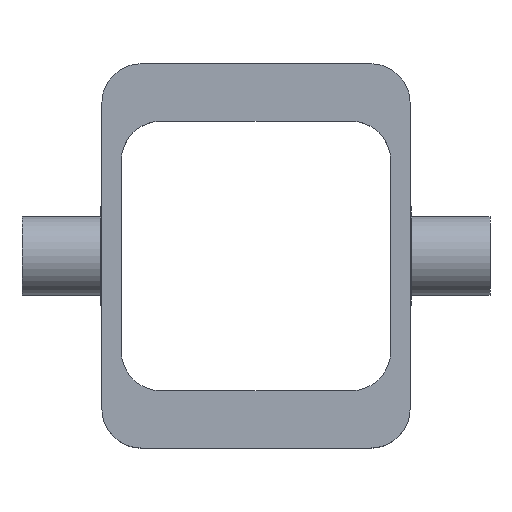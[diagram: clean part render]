
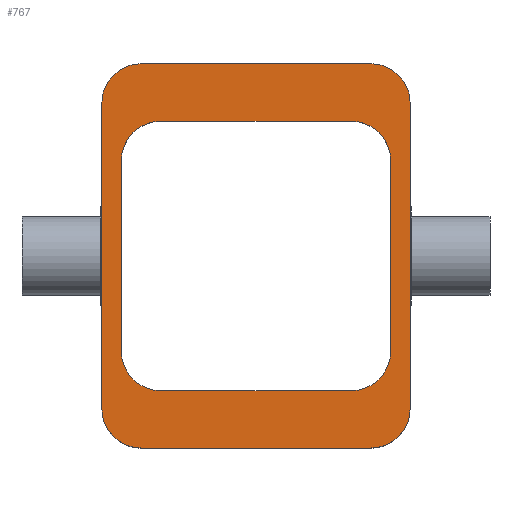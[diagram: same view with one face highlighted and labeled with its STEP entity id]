
A CAD part, top view. The second image highlights one B-rep face of the part: STEP entity #767.
In plain terms, the highlighted planar face has unit normal (0, 0, 1).
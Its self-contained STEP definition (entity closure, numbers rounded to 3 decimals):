
#203=CARTESIAN_POINT('',(-19.35,27.35,10.5));
#204=VERTEX_POINT('',#203);
#205=CARTESIAN_POINT('',(19.35,27.35,10.5));
#206=VERTEX_POINT('',#205);
#207=CARTESIAN_POINT('',(-19.35,27.35,10.5));
#208=DIRECTION('',(1.0,0.0,0.0));
#209=VECTOR('',#208,38.7);
#210=LINE('',#207,#209);
#211=EDGE_CURVE('',#204,#206,#210,.T.);
#243=CARTESIAN_POINT('',(27.35,19.35,10.5));
#244=VERTEX_POINT('',#243);
#245=CARTESIAN_POINT('',(19.35,19.35,10.5));
#246=DIRECTION('',(0.0,0.0,-1.0));
#247=DIRECTION('',(-1.0,0.0,0.0));
#248=AXIS2_PLACEMENT_3D('',#245,#246,#247);
#249=CIRCLE('',#248,8.0);
#250=EDGE_CURVE('',#206,#244,#249,.T.);
#276=CARTESIAN_POINT('',(27.35,-19.35,10.5));
#277=VERTEX_POINT('',#276);
#278=CARTESIAN_POINT('',(27.35,19.35,10.5));
#279=DIRECTION('',(0.0,-1.0,0.0));
#280=VECTOR('',#279,38.7);
#281=LINE('',#278,#280);
#282=EDGE_CURVE('',#244,#277,#281,.T.);
#307=CARTESIAN_POINT('',(19.35,-27.35,10.5));
#308=VERTEX_POINT('',#307);
#309=CARTESIAN_POINT('',(19.35,-19.35,10.5));
#310=DIRECTION('',(0.0,0.0,-1.0));
#311=DIRECTION('',(0.0,1.0,0.0));
#312=AXIS2_PLACEMENT_3D('',#309,#310,#311);
#313=CIRCLE('',#312,8.0);
#314=EDGE_CURVE('',#277,#308,#313,.T.);
#340=CARTESIAN_POINT('',(-19.35,-27.35,10.5));
#341=VERTEX_POINT('',#340);
#342=CARTESIAN_POINT('',(19.35,-27.35,10.5));
#343=DIRECTION('',(-1.0,0.0,0.0));
#344=VECTOR('',#343,38.7);
#345=LINE('',#342,#344);
#346=EDGE_CURVE('',#308,#341,#345,.T.);
#371=CARTESIAN_POINT('',(-27.35,-19.35,10.5));
#372=VERTEX_POINT('',#371);
#373=CARTESIAN_POINT('',(-19.35,-19.35,10.5));
#374=DIRECTION('',(0.0,0.0,-1.0));
#375=DIRECTION('',(1.0,0.0,0.0));
#376=AXIS2_PLACEMENT_3D('',#373,#374,#375);
#377=CIRCLE('',#376,8.0);
#378=EDGE_CURVE('',#341,#372,#377,.T.);
#404=CARTESIAN_POINT('',(-27.35,19.35,10.5));
#405=VERTEX_POINT('',#404);
#406=CARTESIAN_POINT('',(-27.35,-19.35,10.5));
#407=DIRECTION('',(0.0,1.0,0.0));
#408=VECTOR('',#407,38.7);
#409=LINE('',#406,#408);
#410=EDGE_CURVE('',#372,#405,#409,.T.);
#435=CARTESIAN_POINT('',(-19.35,19.35,10.5));
#436=DIRECTION('',(0.0,0.0,-1.0));
#437=DIRECTION('',(0.0,-1.0,0.0));
#438=AXIS2_PLACEMENT_3D('',#435,#436,#437);
#439=CIRCLE('',#438,8.0);
#440=EDGE_CURVE('',#405,#204,#439,.T.);
#545=CARTESIAN_POINT('',(-23.3,39.0,10.5));
#546=VERTEX_POINT('',#545);
#547=CARTESIAN_POINT('',(23.3,39.0,10.5));
#548=VERTEX_POINT('',#547);
#549=CARTESIAN_POINT('',(-23.3,39.0,10.5));
#550=DIRECTION('',(1.0,0.0,0.0));
#551=VECTOR('',#550,46.6);
#552=LINE('',#549,#551);
#553=EDGE_CURVE('',#546,#548,#552,.T.);
#576=CARTESIAN_POINT('',(31.3,31.,10.5));
#577=VERTEX_POINT('',#576);
#578=CARTESIAN_POINT('',(23.3,31.,10.5));
#579=DIRECTION('',(0.0,0.0,-1.0));
#580=DIRECTION('',(-1.0,0.0,0.0));
#581=AXIS2_PLACEMENT_3D('',#578,#579,#580);
#582=CIRCLE('',#581,8.0);
#583=EDGE_CURVE('',#548,#577,#582,.T.);
#601=CARTESIAN_POINT('',(31.3,-31.,10.5));
#602=VERTEX_POINT('',#601);
#603=CARTESIAN_POINT('',(31.3,31.,10.5));
#604=DIRECTION('',(0.0,-1.0,0.0));
#605=VECTOR('',#604,62.);
#606=LINE('',#603,#605);
#607=EDGE_CURVE('',#577,#602,#606,.T.);
#628=CARTESIAN_POINT('',(23.3,-39.0,10.5));
#629=VERTEX_POINT('',#628);
#630=CARTESIAN_POINT('',(23.3,-31.,10.5));
#631=DIRECTION('',(0.0,0.0,-1.0));
#632=DIRECTION('',(0.0,1.0,0.0));
#633=AXIS2_PLACEMENT_3D('',#630,#631,#632);
#634=CIRCLE('',#633,8.0);
#635=EDGE_CURVE('',#602,#629,#634,.T.);
#653=CARTESIAN_POINT('',(-23.3,-39.0,10.5));
#654=VERTEX_POINT('',#653);
#655=CARTESIAN_POINT('',(23.3,-39.0,10.5));
#656=DIRECTION('',(-1.0,0.0,0.0));
#657=VECTOR('',#656,46.6);
#658=LINE('',#655,#657);
#659=EDGE_CURVE('',#629,#654,#658,.T.);
#677=CARTESIAN_POINT('',(-31.3,-31.,10.5));
#678=VERTEX_POINT('',#677);
#679=CARTESIAN_POINT('',(-23.3,-31.,10.5));
#680=DIRECTION('',(0.0,0.0,-1.0));
#681=DIRECTION('',(1.0,0.0,0.0));
#682=AXIS2_PLACEMENT_3D('',#679,#680,#681);
#683=CIRCLE('',#682,8.0);
#684=EDGE_CURVE('',#654,#678,#683,.T.);
#702=CARTESIAN_POINT('',(-31.3,31.,10.5));
#703=VERTEX_POINT('',#702);
#704=CARTESIAN_POINT('',(-31.3,-31.,10.5));
#705=DIRECTION('',(0.0,1.0,0.0));
#706=VECTOR('',#705,62.);
#707=LINE('',#704,#706);
#708=EDGE_CURVE('',#678,#703,#707,.T.);
#729=CARTESIAN_POINT('',(-23.3,31.,10.5));
#730=DIRECTION('',(0.0,0.0,-1.0));
#731=DIRECTION('',(0.0,-1.0,0.0));
#732=AXIS2_PLACEMENT_3D('',#729,#730,#731);
#733=CIRCLE('',#732,8.0);
#734=EDGE_CURVE('',#703,#546,#733,.T.);
#742=CARTESIAN_POINT('',(0.,0.0,10.5));
#743=DIRECTION('',(0.0,0.0,1.0));
#744=DIRECTION('',(1.0,0.0,0.0));
#745=AXIS2_PLACEMENT_3D('',#742,#743,#744);
#746=PLANE('',#745);
#747=ORIENTED_EDGE('',*,*,#553,.F.);
#748=ORIENTED_EDGE('',*,*,#734,.F.);
#749=ORIENTED_EDGE('',*,*,#708,.F.);
#750=ORIENTED_EDGE('',*,*,#684,.F.);
#751=ORIENTED_EDGE('',*,*,#659,.F.);
#752=ORIENTED_EDGE('',*,*,#635,.F.);
#753=ORIENTED_EDGE('',*,*,#607,.F.);
#754=ORIENTED_EDGE('',*,*,#583,.F.);
#755=EDGE_LOOP('',(#747,#748,#749,#750,#751,#752,#753,#754));
#756=FACE_OUTER_BOUND('',#755,.T.);
#757=ORIENTED_EDGE('',*,*,#211,.T.);
#758=ORIENTED_EDGE('',*,*,#250,.T.);
#759=ORIENTED_EDGE('',*,*,#282,.T.);
#760=ORIENTED_EDGE('',*,*,#314,.T.);
#761=ORIENTED_EDGE('',*,*,#346,.T.);
#762=ORIENTED_EDGE('',*,*,#378,.T.);
#763=ORIENTED_EDGE('',*,*,#410,.T.);
#764=ORIENTED_EDGE('',*,*,#440,.T.);
#765=EDGE_LOOP('',(#757,#758,#759,#760,#761,#762,#763,#764));
#766=FACE_BOUND('',#765,.T.);
#767=ADVANCED_FACE('',(#756,#766),#746,.T.);
